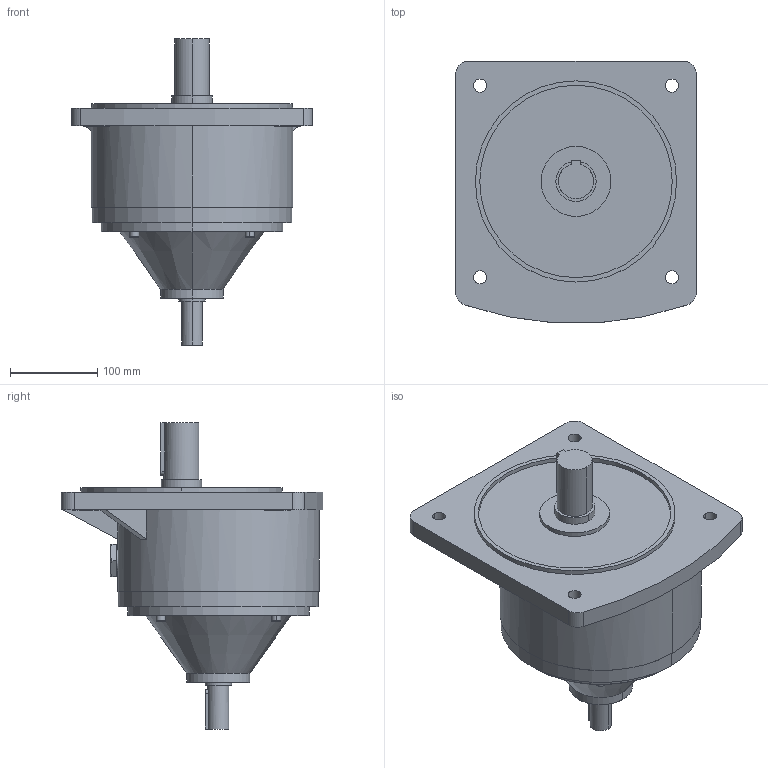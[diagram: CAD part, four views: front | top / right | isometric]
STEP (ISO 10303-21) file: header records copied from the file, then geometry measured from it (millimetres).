
FILE_DESCRIPTION (( 'STEP AP214' ), '1' );
FILE_NAME ('STP_40_1500W 2HP_A楊擘_VO梓袧_2.step', '2021-12-07T01:13:16', ( 'IT Division' ), ( 'IT' ), 'SwSTEP 2.0', 'SolidWorks 2016', '' );
FILE_SCHEMA (( 'AUTOMOTIVE_DESIGN' ));
Length unit declared in the file: millimetre
Products named in the file (1): STP_40_1500W 2HP_A楊擘_VO梓袧_2
Bounding box: 275 x 299.14 x 350 mm (x, y, z)
Volume: 7647863.1 mm3; surface area: 328739.7 mm2
Topology: 2 solids, 2 shells, 161 faces, 379 edges, 244 vertices
Faces by surface type: plane 82, cylinder 59, torus 12, cone 8
Entity records: 5079 total; most frequent: CARTESIAN_POINT 941, DIRECTION 845, ORIENTED_EDGE 758, EDGE_CURVE 379, AXIS2_PLACEMENT_3D 320, VERTEX_POINT 244, LINE 205, VECTOR 205
